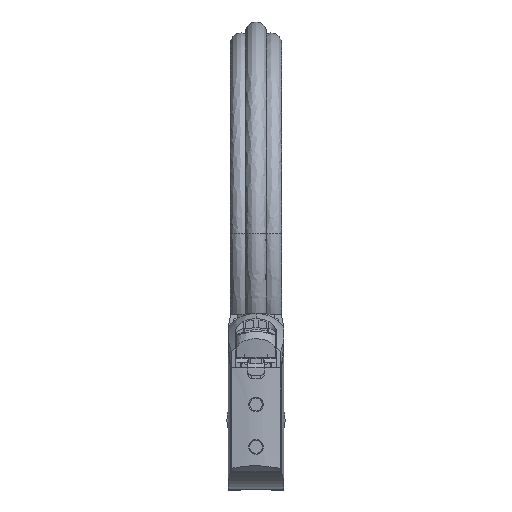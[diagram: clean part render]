
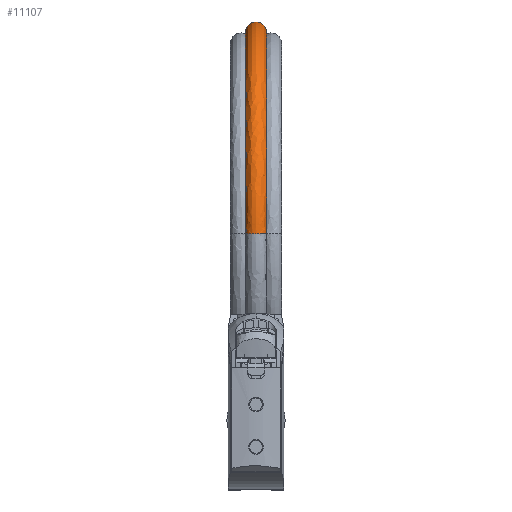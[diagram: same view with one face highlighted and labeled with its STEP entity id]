
A CAD part, top view. The second image highlights one B-rep face of the part: STEP entity #11107.
In plain terms, the highlighted free-form (B-spline) face has degree [3, 3] with [7, 4] control points.
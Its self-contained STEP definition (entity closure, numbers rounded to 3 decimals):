
#75 = CARTESIAN_POINT ( 'NONE',  ( -7.235, 48.4, -122.695 ) ) ;
#366 = FACE_OUTER_BOUND ( 'NONE', #7155, .T. ) ;
#601 = CARTESIAN_POINT ( 'NONE',  ( -3.265, 48.4, -122.695 ) ) ;
#1469 = CARTESIAN_POINT ( 'NONE',  ( -6.527, 48.4, -200.45 ) ) ;
#1604 = DIRECTION ( 'NONE',  ( 1., 0., 0. ) ) ;
#1752 = VERTEX_POINT ( 'NONE', #8235 ) ;
#1792 = CARTESIAN_POINT ( 'NONE',  ( -3.265, 48.4, -122.695 ) ) ;
#2716 = CARTESIAN_POINT ( 'NONE',  ( -2.992, 48.4, -121.536 ) ) ;
#3478 =( BOUNDED_CURVE ( )  B_SPLINE_CURVE ( 3, ( #1792, #7150, #11373, #16593, #25860, #21282, #75 ),
 .UNSPECIFIED., .F., .T. ) 
 B_SPLINE_CURVE_WITH_KNOTS ( ( 4, 3, 4 ),
 ( 0.031, 0.5, 0.969 ),
 .UNSPECIFIED. ) 
 CURVE ( )  GEOMETRIC_REPRESENTATION_ITEM ( )  RATIONAL_B_SPLINE_CURVE ( ( 0.956, 0.75, 0.765, 1., 0.765, 0.75, 0.956 ) ) 
 REPRESENTATION_ITEM ( '' )  );
#3480 = CARTESIAN_POINT ( 'NONE',  ( -7.2, 48.4, -122.892 ) ) ;
#5212 = CARTESIAN_POINT ( 'NONE',  ( -6.64, 48.4, -200.45 ) ) ;
#5371 = CARTESIAN_POINT ( 'NONE',  ( -5.25, 48.4, -120.45 ) ) ;
#5446 = ORIENTED_EDGE ( 'NONE', *, *, #19022, .F. ) ;
#6011 = CARTESIAN_POINT ( 'NONE',  ( -7.2, 123.516, -122.892 ) ) ;
#6053 = EDGE_CURVE ( 'NONE', #27855, #10947, #20159, .T. ) ;
#6422 = EDGE_CURVE ( 'NONE', #1752, #28632, #9110, .T. ) ;
#7150 = CARTESIAN_POINT ( 'NONE',  ( -3.105, 48.4, -121.403 ) ) ;
#7155 = EDGE_LOOP ( 'NONE', ( #14553, #5446, #21146, #13423 ) ) ;
#7289 = CARTESIAN_POINT ( 'NONE',  ( -3.3, 123.516, -122.892 ) ) ;
#7591 = CARTESIAN_POINT ( 'NONE',  ( -7.508, 126.227, -199.364 ) ) ;
#7740 = CARTESIAN_POINT ( 'NONE',  ( -3.3, 48.4, -198.008 ) ) ;
#8235 = CARTESIAN_POINT ( 'NONE',  ( -7.235, 48.4, -198.205 ) ) ;
#8593 = AXIS2_PLACEMENT_3D ( 'NONE', #8720, #11059, #23181 ) ;
#8720 = CARTESIAN_POINT ( 'NONE',  ( -3.265, 48.4, -160.45 ) ) ;
#9010 = CARTESIAN_POINT ( 'NONE',  ( -3.973, 48.4, -200.45 ) ) ;
#9110 = CIRCLE ( 'NONE', #29194, 37.755 ) ;
#9467 = CARTESIAN_POINT ( 'NONE',  ( -3.86, 128.4, -120.45 ) ) ;
#9922 = CARTESIAN_POINT ( 'NONE',  ( -3.86, 48.4, -120.45 ) ) ;
#10947 = VERTEX_POINT ( 'NONE', #11190 ) ;
#11059 = DIRECTION ( 'NONE',  ( -1., 0., 0. ) ) ;
#11107 = ADVANCED_FACE ( 'NONE', ( #366 ), #22560, .T. ) ;
#11190 = CARTESIAN_POINT ( 'NONE',  ( -3.265, 48.4, -198.205 ) ) ;
#11373 = CARTESIAN_POINT ( 'NONE',  ( -3.973, 48.4, -120.45 ) ) ;
#11828 = CARTESIAN_POINT ( 'NONE',  ( -6.64, 128.4, -200.45 ) ) ;
#12590 = CARTESIAN_POINT ( 'NONE',  ( -7.508, 48.4, -121.536 ) ) ;
#13022 = CARTESIAN_POINT ( 'NONE',  ( -7.235, 48.4, -122.695 ) ) ;
#13423 = ORIENTED_EDGE ( 'NONE', *, *, #14582, .T. ) ;
#13958 =( BOUNDED_CURVE ( )  B_SPLINE_CURVE ( 3, ( #25844, #23165, #9010, #23001, #1469, #17988, #18463 ),
 .UNSPECIFIED., .F., .F. ) 
 B_SPLINE_CURVE_WITH_KNOTS ( ( 4, 3, 4 ),
 ( 0.031, 0.5, 0.969 ),
 .UNSPECIFIED. ) 
 CURVE ( )  GEOMETRIC_REPRESENTATION_ITEM ( )  RATIONAL_B_SPLINE_CURVE ( ( 0.956, 0.75, 0.765, 1., 0.765, 0.75, 0.956 ) ) 
 REPRESENTATION_ITEM ( '' )  );
#14527 = CARTESIAN_POINT ( 'NONE',  ( -2.992, 48.4, -199.364 ) ) ;
#14553 = ORIENTED_EDGE ( 'NONE', *, *, #6422, .T. ) ;
#14582 = EDGE_CURVE ( 'NONE', #10947, #1752, #13958, .T. ) ;
#14822 = CARTESIAN_POINT ( 'NONE',  ( -7.508, 126.227, -121.536 ) ) ;
#16593 = CARTESIAN_POINT ( 'NONE',  ( -5.25, 48.4, -120.45 ) ) ;
#16881 = CARTESIAN_POINT ( 'NONE',  ( -3.3, 48.4, -122.892 ) ) ;
#17988 = CARTESIAN_POINT ( 'NONE',  ( -7.395, 48.4, -199.497 ) ) ;
#18463 = CARTESIAN_POINT ( 'NONE',  ( -7.235, 48.4, -198.205 ) ) ;
#19022 = EDGE_CURVE ( 'NONE', #27855, #28632, #3478, .T. ) ;
#19383 = CARTESIAN_POINT ( 'NONE',  ( -5.25, 48.4, -200.45 ) ) ;
#19542 = CARTESIAN_POINT ( 'NONE',  ( -5.25, 128.4, -120.45 ) ) ;
#19991 = CARTESIAN_POINT ( 'NONE',  ( -7.2, 123.516, -198.008 ) ) ;
#20159 = CIRCLE ( 'NONE', #8593, 37.755 ) ;
#21146 = ORIENTED_EDGE ( 'NONE', *, *, #6053, .T. ) ;
#21282 = CARTESIAN_POINT ( 'NONE',  ( -7.395, 48.4, -121.403 ) ) ;
#21731 = CARTESIAN_POINT ( 'NONE',  ( -3.86, 128.4, -200.45 ) ) ;
#21880 = CARTESIAN_POINT ( 'NONE',  ( -5.25, 128.4, -200.45 ) ) ;
#22560 =( BOUNDED_SURFACE ( )  B_SPLINE_SURFACE ( 3, 3, ( 
 ( #7740, #24552, #7289, #16881 ),
 ( #14527, #24247, #26906, #2716 ),
 ( #26462, #21731, #9467, #9922 ),
 ( #19383, #21880, #19542, #5371 ),
 ( #5212, #11828, #26766, #24394 ),
 ( #29124, #7591, #14822, #12590 ),
 ( #30037, #19991, #6011, #3480 ) ),
 .UNSPECIFIED., .F., .F., .F. ) 
 B_SPLINE_SURFACE_WITH_KNOTS ( ( 4, 3, 4 ),
 ( 4, 4 ),
 ( 0., 0.5, 1. ),
 ( 0., 1. ),
 .UNSPECIFIED. ) 
 GEOMETRIC_REPRESENTATION_ITEM ( )  RATIONAL_B_SPLINE_SURFACE ( (
 ( 1., 0.333, 0.333, 1.),
 ( 0.749, 0.25, 0.25, 0.749),
 ( 0.749, 0.25, 0.25, 0.749),
 ( 1., 0.333, 0.333, 1.),
 ( 0.749, 0.25, 0.25, 0.749),
 ( 0.749, 0.25, 0.25, 0.749),
 ( 1., 0.333, 0.333, 1.) ) ) 
 REPRESENTATION_ITEM ( '' )  SURFACE ( )  );
#22818 = DIRECTION ( 'NONE',  ( 0., 0., -1. ) ) ;
#22979 = CARTESIAN_POINT ( 'NONE',  ( -7.235, 48.4, -160.45 ) ) ;
#23001 = CARTESIAN_POINT ( 'NONE',  ( -5.25, 48.4, -200.45 ) ) ;
#23165 = CARTESIAN_POINT ( 'NONE',  ( -3.105, 48.4, -199.497 ) ) ;
#23181 = DIRECTION ( 'NONE',  ( 0., 0., -1. ) ) ;
#24247 = CARTESIAN_POINT ( 'NONE',  ( -2.992, 126.227, -199.364 ) ) ;
#24394 = CARTESIAN_POINT ( 'NONE',  ( -6.64, 48.4, -120.45 ) ) ;
#24552 = CARTESIAN_POINT ( 'NONE',  ( -3.3, 123.516, -198.008 ) ) ;
#25844 = CARTESIAN_POINT ( 'NONE',  ( -3.265, 48.4, -198.205 ) ) ;
#25860 = CARTESIAN_POINT ( 'NONE',  ( -6.527, 48.4, -120.45 ) ) ;
#26462 = CARTESIAN_POINT ( 'NONE',  ( -3.86, 48.4, -200.45 ) ) ;
#26766 = CARTESIAN_POINT ( 'NONE',  ( -6.64, 128.4, -120.45 ) ) ;
#26906 = CARTESIAN_POINT ( 'NONE',  ( -2.992, 126.227, -121.536 ) ) ;
#27855 = VERTEX_POINT ( 'NONE', #601 ) ;
#28632 = VERTEX_POINT ( 'NONE', #13022 ) ;
#29124 = CARTESIAN_POINT ( 'NONE',  ( -7.508, 48.4, -199.364 ) ) ;
#29194 = AXIS2_PLACEMENT_3D ( 'NONE', #22979, #1604, #22818 ) ;
#30037 = CARTESIAN_POINT ( 'NONE',  ( -7.2, 48.4, -198.008 ) ) ;
